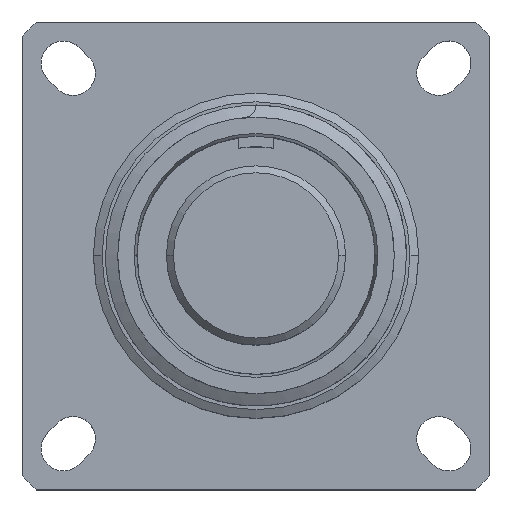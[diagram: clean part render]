
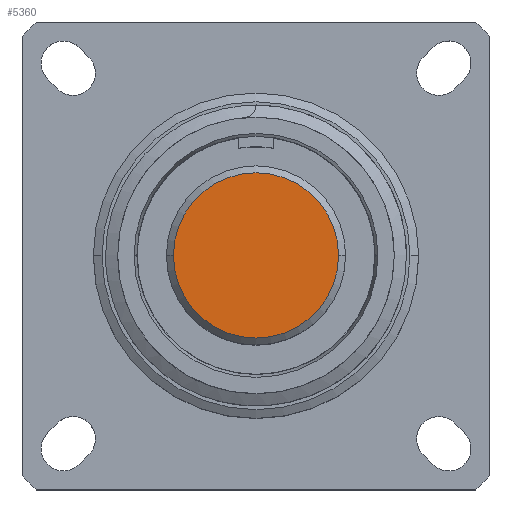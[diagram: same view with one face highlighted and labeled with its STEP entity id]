
A CAD part, top view. The second image highlights one B-rep face of the part: STEP entity #5360.
In plain terms, the highlighted planar face has unit normal (0, 0, 1).
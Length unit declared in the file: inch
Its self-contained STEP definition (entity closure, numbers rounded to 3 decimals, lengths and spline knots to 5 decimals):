
#364 = EDGE_CURVE ( 'NONE', #3077, #9038, #6245, .T. ) ;
#395 = DIRECTION ( 'NONE',  ( 0., 0., -1. ) ) ;
#456 = DIRECTION ( 'NONE',  ( -1., 0., 0. ) ) ;
#894 = CARTESIAN_POINT ( 'NONE',  ( -0.2375, 0., -0.021 ) ) ;
#1356 = CIRCLE ( 'NONE', #8414, 0.2375 ) ;
#1683 = CARTESIAN_POINT ( 'NONE',  ( 0.2375, 0., -0.021 ) ) ;
#2061 = CARTESIAN_POINT ( 'NONE',  ( 0., 0., -0.021 ) ) ;
#2488 = AXIS2_PLACEMENT_3D ( 'NONE', #3879, #395, #3974 ) ;
#2858 = DIRECTION ( 'NONE',  ( 0., 0., 1. ) ) ;
#3077 = VERTEX_POINT ( 'NONE', #1683 ) ;
#3292 = ORIENTED_EDGE ( 'NONE', *, *, #5297, .F. ) ;
#3879 = CARTESIAN_POINT ( 'NONE',  ( 0., 0., -0.021 ) ) ;
#3974 = DIRECTION ( 'NONE',  ( -1., 0., 0. ) ) ;
#4974 = CARTESIAN_POINT ( 'NONE',  ( 0., 0.2375, -0.021 ) ) ;
#5069 = FACE_OUTER_BOUND ( 'NONE', #6682, .T. ) ;
#5256 = AXIS2_PLACEMENT_3D ( 'NONE', #4974, #2858, #7937 ) ;
#5297 = EDGE_CURVE ( 'NONE', #9038, #3077, #1356, .T. ) ;
#5360 = ADVANCED_FACE ( 'NONE', ( #5069 ), #5681, .T. ) ;
#5681 = PLANE ( 'NONE',  #5256 ) ;
#5779 = ORIENTED_EDGE ( 'NONE', *, *, #364, .F. ) ;
#6245 = CIRCLE ( 'NONE', #2488, 0.2375 ) ;
#6682 = EDGE_LOOP ( 'NONE', ( #3292, #5779 ) ) ;
#7754 = DIRECTION ( 'NONE',  ( 0., 0., -1. ) ) ;
#7937 = DIRECTION ( 'NONE',  ( 1., 0., 0. ) ) ;
#8414 = AXIS2_PLACEMENT_3D ( 'NONE', #2061, #7754, #456 ) ;
#9038 = VERTEX_POINT ( 'NONE', #894 ) ;
